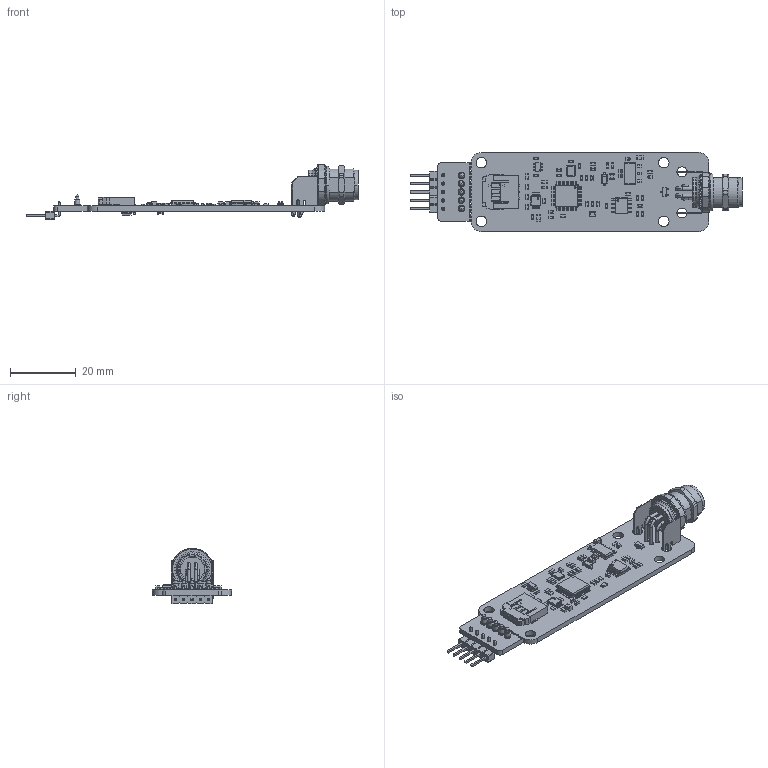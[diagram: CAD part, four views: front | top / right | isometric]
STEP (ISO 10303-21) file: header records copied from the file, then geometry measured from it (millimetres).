
FILE_DESCRIPTION(('KiCad electronic assembly'),'2;1');
FILE_NAME('FT24-SLS.step','2024-05-15T20:37:47',('Pcbnew'),('Kicad'), 'Open CASCADE STEP processor 7.7','KiCad to STEP converter','Unknown' );
FILE_SCHEMA(('AUTOMOTIVE_DESIGN { 1 0 10303 214 1 1 1 1 }'));
Length unit declared in the file: millimetre
Products named in the file (44): FT24-SLS 1; C_0603_1608Metric; R_0603_1608Metric; C_0805_2012Metric; 150080M153000; Part 1; SOIC-8_3.9x4.9mm_P1.27mm; SOIC_8_39x49mm_P127mm; CPG-03-SMT-TR; CPG-03-SMT-TR v2; 2053380003; 2053380003wbm000_01; 2053410203; 2053410203wbm000_01; LED_0603_1608Metric; Fuse_0603_1608Metric; LQFP-32_7x7mm_P0.8mm; LQFP_32_7x7mm_P08mm; SOT-223; SOT_223; D_SOD-123; D_SOD_123; M8_718_4pin_horizontal; 86_6618_1121_00004_1; D_SOD-523; D_SOD_523; REF35160QDBVR; ASSEMBLY; CDSOT23-T24CAN; MSOP-8_3x3mm_P0.65mm; MSOP_8_3x3mm_P065mm; Crystal_SMD_SeikoEpson_FA238-4Pin_3.2x2.5mm; PinHeader_1x05_P2.54mm_Horizontal; PinHeader_1x05_P254mm_Horizontal; SOT-23-8; SOT_23_8; FT24-SLS_PCB
Assembly tree (89 placements, depth 3):
  FT24-SLS 1
    C_0603_1608Metric  x20
      C_0603_1608Metric
    R_0603_1608Metric  x21
      R_0603_1608Metric
    C_0805_2012Metric  x3
      C_0805_2012Metric
    150080M153000
      Part 1
    SOIC-8_3.9x4.9mm_P1.27mm
      SOIC_8_39x49mm_P127mm
    CPG-03-SMT-TR  x5
      CPG-03-SMT-TR v2
    2053380003
      2053380003wbm000_01
    2053410203
      2053410203wbm000_01
    LED_0603_1608Metric
      LED_0603_1608Metric
    Fuse_0603_1608Metric
      Fuse_0603_1608Metric
    LQFP-32_7x7mm_P0.8mm
      LQFP_32_7x7mm_P08mm
    SOT-223
      SOT_223
    D_SOD-123
      D_SOD_123
    M8_718_4pin_horizontal
      86_6618_1121_00004_1
    D_SOD-523  x2
      D_SOD_523
    REF35160QDBVR
      ASSEMBLY
    CDSOT23-T24CAN
      ASSEMBLY
    MSOP-8_3x3mm_P0.65mm
      MSOP_8_3x3mm_P065mm
    Crystal_SMD_SeikoEpson_FA238-4Pin_3.2x2.5mm
      Crystal_SMD_SeikoEpson_FA238-4Pin_3.2x2.5mm
    PinHeader_1x05_P2.54mm_Horizontal
      PinHeader_1x05_P254mm_Horizontal
    SOT-23-8
      SOT_23_8
    FT24-SLS_PCB
Bounding box: 100.65 x 24.01 x 16.84 mm (x, y, z)
Volume: 4770.8 mm3; surface area: 7986 mm2
Topology: 80 solids, 80 shells, 3650 faces, 9559 edges, 6140 vertices
Faces by surface type: plane 2299, cylinder 1012, bspline 214, cone 87, torus 33, sphere 5
Full cylindrical faces by diameter (mm): 0.163 x1, 0.2 x1, 0.5 x2, 0.6 x19, 1 x10, 1.3 x4, 1.5 x5, 2 x5, 3 x2, 3.2 x4
Entity records: 87787 total; most frequent: CARTESIAN_POINT 14591, ORIENTED_EDGE 13108, DIRECTION 12337, EDGE_CURVE 6554, LINE 4821, VECTOR 4821, VERTEX_POINT 4176, AXIS2_PLACEMENT_3D 3758
